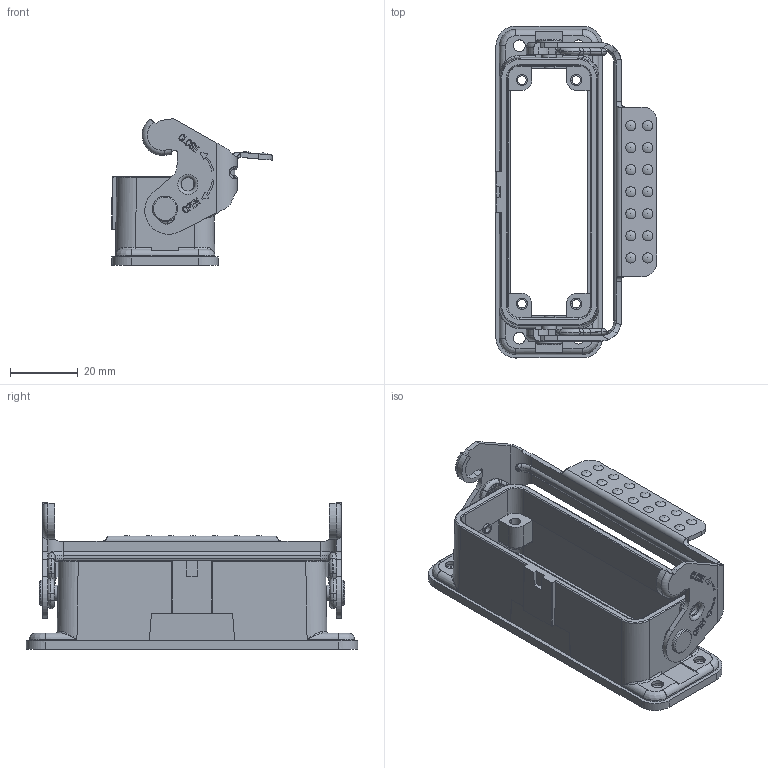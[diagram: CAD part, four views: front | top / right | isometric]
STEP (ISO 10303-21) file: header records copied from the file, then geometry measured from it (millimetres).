
FILE_DESCRIPTION(/* description */ (''),/* implementation_level */ '2;1');
FILE_NAME(/* name */ 'H16A-BK-1L.stp',/* time_stamp */ '2023-02-23T13:19:26+08:00',/* author */ (''),/* organization */ (''),/* preprocessor_version */ 'ST-DEVELOPER v16',/* originating_system */ 'SIEMENS PLM Software NX 10.0',/* authorisation */ '');
FILE_SCHEMA (('AUTOMOTIVE_DESIGN { 1 0 10303 214 3 1 1 1 }'));
Length unit declared in the file: millimetre
Products named in the file (1): Admi3EDCA52Aiat5
Bounding box: 47.5 x 97.91 x 43.31 mm (x, y, z)
Volume: 20982.7 mm3; surface area: 21165.4 mm2
Topology: 1 solids, 1 shells, 831 faces, 2149 edges, 1364 vertices
Faces by surface type: plane 348, cylinder 285, torus 108, bspline 66, extrusion 20, cone 4
Full cylindrical faces by diameter (mm): 2.2 x16, 3 x2, 3.5 x4, 4 x2, 4.4 x2, 5 x2, 7 x2, 7.4 x2
Entity records: 31869 total; most frequent: CARTESIAN_POINT 12645, ORIENTED_EDGE 4082, DIRECTION 3683, EDGE_CURVE 2041, VERTEX_POINT 1336, AXIS2_PLACEMENT_3D 1322, VECTOR 1039, LINE 1019
